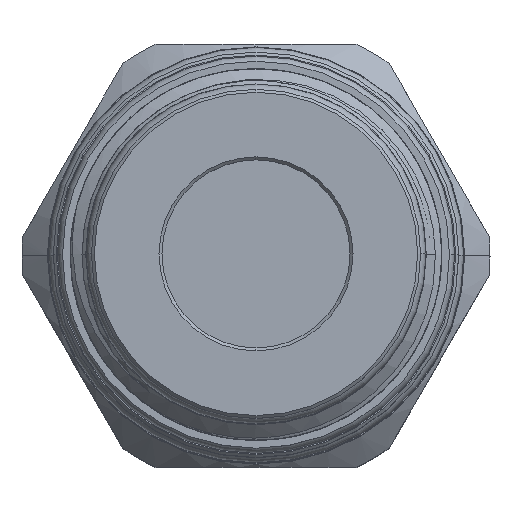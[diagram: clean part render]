
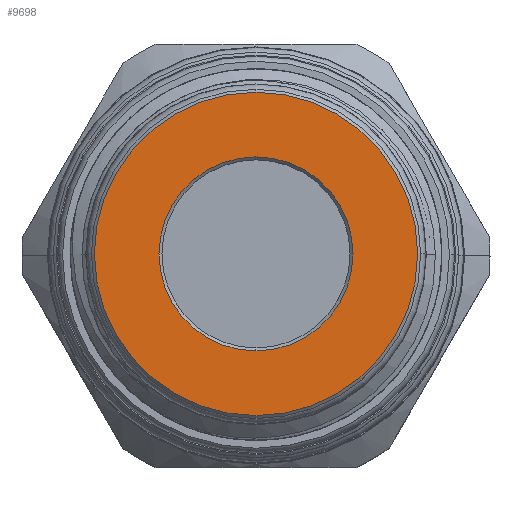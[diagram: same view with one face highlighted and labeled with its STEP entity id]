
A CAD part, top view. The second image highlights one B-rep face of the part: STEP entity #9698.
In plain terms, the highlighted planar face has unit normal (0, 0, 1).
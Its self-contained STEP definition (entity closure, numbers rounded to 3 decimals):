
#381 = DIRECTION ( 'NONE',  ( 0., 0., 1. ) ) ;
#521 = CARTESIAN_POINT ( 'NONE',  ( 0., 0., 19.06 ) ) ;
#581 = CIRCLE ( 'NONE', #1123, 10.915 ) ;
#759 = DIRECTION ( 'NONE',  ( 0., 0., -1. ) ) ;
#1123 = AXIS2_PLACEMENT_3D ( 'NONE', #3330, #3442, #4087 ) ;
#1144 = CARTESIAN_POINT ( 'NONE',  ( 0., 0., 19.06 ) ) ;
#1188 = CIRCLE ( 'NONE', #8684, 6.55 ) ;
#1360 = VERTEX_POINT ( 'NONE', #5919 ) ;
#1388 = DIRECTION ( 'NONE',  ( 0., 0., -1. ) ) ;
#1826 = DIRECTION ( 'NONE',  ( 0., -1., 0. ) ) ;
#1951 = CARTESIAN_POINT ( 'NONE',  ( 0., 6.55, 19.06 ) ) ;
#2129 = ORIENTED_EDGE ( 'NONE', *, *, #7325, .T. ) ;
#2282 = CIRCLE ( 'NONE', #10070, 6.55 ) ;
#2984 = EDGE_CURVE ( 'NONE', #5781, #7858, #9100, .T. ) ;
#3150 = EDGE_LOOP ( 'NONE', ( #2129, #8427 ) ) ;
#3330 = CARTESIAN_POINT ( 'NONE',  ( 0., 0., 19.06 ) ) ;
#3442 = DIRECTION ( 'NONE',  ( 0., 0., -1. ) ) ;
#4087 = DIRECTION ( 'NONE',  ( 0., -1., 0. ) ) ;
#5026 = PLANE ( 'NONE',  #5448 ) ;
#5065 = ORIENTED_EDGE ( 'NONE', *, *, #2984, .F. ) ;
#5399 = CARTESIAN_POINT ( 'NONE',  ( 0., 0., 19.06 ) ) ;
#5448 = AXIS2_PLACEMENT_3D ( 'NONE', #1144, #381, #7402 ) ;
#5781 = VERTEX_POINT ( 'NONE', #6981 ) ;
#5889 = EDGE_CURVE ( 'NONE', #7858, #5781, #581, .T. ) ;
#5919 = CARTESIAN_POINT ( 'NONE',  ( 0., -6.55, 19.06 ) ) ;
#6267 = AXIS2_PLACEMENT_3D ( 'NONE', #6564, #6497, #1826 ) ;
#6497 = DIRECTION ( 'NONE',  ( 0., 0., -1. ) ) ;
#6564 = CARTESIAN_POINT ( 'NONE',  ( 0., 0., 19.06 ) ) ;
#6981 = CARTESIAN_POINT ( 'NONE',  ( 0., 10.915, 19.06 ) ) ;
#7325 = EDGE_CURVE ( 'NONE', #9987, #1360, #2282, .T. ) ;
#7402 = DIRECTION ( 'NONE',  ( 0., 1., 0. ) ) ;
#7642 = EDGE_CURVE ( 'NONE', #1360, #9987, #1188, .T. ) ;
#7858 = VERTEX_POINT ( 'NONE', #9562 ) ;
#8268 = DIRECTION ( 'NONE',  ( 0., -1., 0. ) ) ;
#8427 = ORIENTED_EDGE ( 'NONE', *, *, #7642, .T. ) ;
#8444 = DIRECTION ( 'NONE',  ( 0., -1., 0. ) ) ;
#8684 = AXIS2_PLACEMENT_3D ( 'NONE', #521, #759, #8268 ) ;
#8882 = FACE_BOUND ( 'NONE', #3150, .T. ) ;
#9100 = CIRCLE ( 'NONE', #6267, 10.915 ) ;
#9353 = FACE_OUTER_BOUND ( 'NONE', #9566, .T. ) ;
#9382 = ORIENTED_EDGE ( 'NONE', *, *, #5889, .F. ) ;
#9562 = CARTESIAN_POINT ( 'NONE',  ( 0., -10.915, 19.06 ) ) ;
#9566 = EDGE_LOOP ( 'NONE', ( #9382, #5065 ) ) ;
#9698 = ADVANCED_FACE ( 'NONE', ( #8882, #9353 ), #5026, .T. ) ;
#9987 = VERTEX_POINT ( 'NONE', #1951 ) ;
#10070 = AXIS2_PLACEMENT_3D ( 'NONE', #5399, #1388, #8444 ) ;
